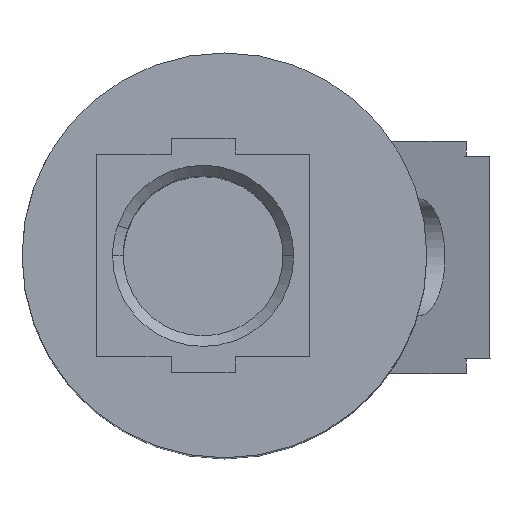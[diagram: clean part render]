
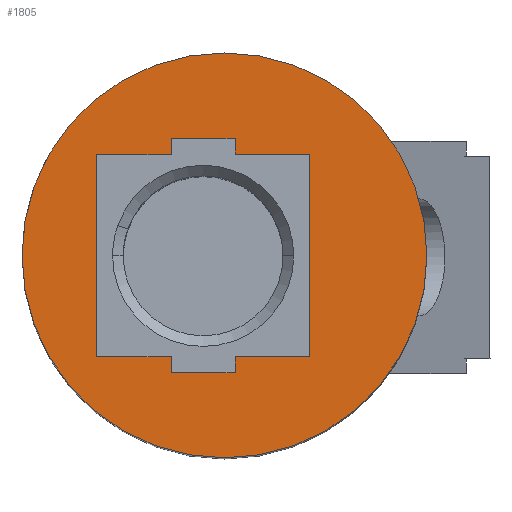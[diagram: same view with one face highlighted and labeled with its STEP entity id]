
A CAD part, top view. The second image highlights one B-rep face of the part: STEP entity #1805.
In plain terms, the highlighted planar face has unit normal (0, 0, 1).
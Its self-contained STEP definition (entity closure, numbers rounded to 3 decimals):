
#1663=AXIS2_PLACEMENT_3D('Circle Axis2P3D',#1661,#1662,$) ;
#1687=AXIS2_PLACEMENT_3D('Circle Axis2P3D',#1685,#1686,$) ;
#1701=AXIS2_PLACEMENT_3D('Plane Axis2P3D',#1698,#1699,#1700) ;
#1658=CARTESIAN_POINT('Vertex',(19.,0.,90.)) ;
#1661=CARTESIAN_POINT('Axis2P3D Location',(0.,0.,90.)) ;
#1665=CARTESIAN_POINT('Vertex',(-19.,0.,90.)) ;
#1685=CARTESIAN_POINT('Axis2P3D Location',(0.,0.,90.)) ;
#1698=CARTESIAN_POINT('Axis2P3D Location',(0.,0.,90.)) ;
#1707=CARTESIAN_POINT('Line Origine',(1.,-10.25,90.)) ;
#1711=CARTESIAN_POINT('Vertex',(1.,-11.,90.)) ;
#1713=CARTESIAN_POINT('Vertex',(1.,-9.5,90.)) ;
#1716=CARTESIAN_POINT('Line Origine',(-2.,-11.,90.)) ;
#1720=CARTESIAN_POINT('Vertex',(-5.,-11.,90.)) ;
#1723=CARTESIAN_POINT('Line Origine',(-5.,-10.25,90.)) ;
#1727=CARTESIAN_POINT('Vertex',(-5.,-9.5,90.)) ;
#1730=CARTESIAN_POINT('Line Origine',(-8.5,-9.5,90.)) ;
#1734=CARTESIAN_POINT('Vertex',(-12.,-9.5,90.)) ;
#1737=CARTESIAN_POINT('Line Origine',(-12.,0.,90.)) ;
#1741=CARTESIAN_POINT('Vertex',(-12.,9.5,90.)) ;
#1744=CARTESIAN_POINT('Line Origine',(-8.5,9.5,90.)) ;
#1748=CARTESIAN_POINT('Vertex',(-5.,9.5,90.)) ;
#1751=CARTESIAN_POINT('Line Origine',(-5.,10.25,90.)) ;
#1755=CARTESIAN_POINT('Vertex',(-5.,11.,90.)) ;
#1758=CARTESIAN_POINT('Line Origine',(-2.,11.,90.)) ;
#1762=CARTESIAN_POINT('Vertex',(1.,11.,90.)) ;
#1765=CARTESIAN_POINT('Line Origine',(1.,10.25,90.)) ;
#1769=CARTESIAN_POINT('Vertex',(1.,9.5,90.)) ;
#1772=CARTESIAN_POINT('Line Origine',(4.5,9.5,90.)) ;
#1776=CARTESIAN_POINT('Vertex',(8.,9.5,90.)) ;
#1779=CARTESIAN_POINT('Line Origine',(8.,0.,90.)) ;
#1783=CARTESIAN_POINT('Vertex',(8.,-9.5,90.)) ;
#1786=CARTESIAN_POINT('Line Origine',(4.5,-9.5,90.)) ;
#1662=DIRECTION('Axis2P3D Direction',(0.,0.,1.)) ;
#1686=DIRECTION('Axis2P3D Direction',(0.,0.,1.)) ;
#1699=DIRECTION('Axis2P3D Direction',(0.,0.,1.)) ;
#1700=DIRECTION('Axis2P3D XDirection',(-1.,0.,0.)) ;
#1708=DIRECTION('Vector Direction',(0.,1.,0.)) ;
#1717=DIRECTION('Vector Direction',(1.,0.,0.)) ;
#1724=DIRECTION('Vector Direction',(0.,1.,0.)) ;
#1731=DIRECTION('Vector Direction',(-1.,0.,0.)) ;
#1738=DIRECTION('Vector Direction',(0.,-1.,0.)) ;
#1745=DIRECTION('Vector Direction',(1.,0.,0.)) ;
#1752=DIRECTION('Vector Direction',(0.,1.,0.)) ;
#1759=DIRECTION('Vector Direction',(1.,0.,0.)) ;
#1766=DIRECTION('Vector Direction',(0.,1.,0.)) ;
#1773=DIRECTION('Vector Direction',(1.,0.,0.)) ;
#1780=DIRECTION('Vector Direction',(0.,1.,0.)) ;
#1787=DIRECTION('Vector Direction',(-1.,0.,0.)) ;
#1709=VECTOR('Line Direction',#1708,1.) ;
#1718=VECTOR('Line Direction',#1717,1.) ;
#1725=VECTOR('Line Direction',#1724,1.) ;
#1732=VECTOR('Line Direction',#1731,1.) ;
#1739=VECTOR('Line Direction',#1738,1.) ;
#1746=VECTOR('Line Direction',#1745,1.) ;
#1753=VECTOR('Line Direction',#1752,1.) ;
#1760=VECTOR('Line Direction',#1759,1.) ;
#1767=VECTOR('Line Direction',#1766,1.) ;
#1774=VECTOR('Line Direction',#1773,1.) ;
#1781=VECTOR('Line Direction',#1780,1.) ;
#1788=VECTOR('Line Direction',#1787,1.) ;
#1704=ORIENTED_EDGE('',*,*,#1667,.T.) ;
#1705=ORIENTED_EDGE('',*,*,#1689,.T.) ;
#1792=ORIENTED_EDGE('',*,*,#1715,.F.) ;
#1793=ORIENTED_EDGE('',*,*,#1722,.T.) ;
#1794=ORIENTED_EDGE('',*,*,#1729,.T.) ;
#1795=ORIENTED_EDGE('',*,*,#1736,.T.) ;
#1796=ORIENTED_EDGE('',*,*,#1743,.F.) ;
#1797=ORIENTED_EDGE('',*,*,#1750,.T.) ;
#1798=ORIENTED_EDGE('',*,*,#1757,.T.) ;
#1799=ORIENTED_EDGE('',*,*,#1764,.F.) ;
#1800=ORIENTED_EDGE('',*,*,#1771,.F.) ;
#1801=ORIENTED_EDGE('',*,*,#1778,.T.) ;
#1802=ORIENTED_EDGE('',*,*,#1785,.F.) ;
#1803=ORIENTED_EDGE('',*,*,#1790,.T.) ;
#1804=FACE_BOUND('',#1791,.T.) ;
#1805=ADVANCED_FACE('01_SCR02_\X2\4E38578B30AD30E330D330B930E930A430C930593063307D3093672C4F53\X0\',(#1706,#1804),#1702,.T.) ;
#1664=CIRCLE('generated circle',#1663,19.) ;
#1688=CIRCLE('generated circle',#1687,19.) ;
#1667=EDGE_CURVE('',#1666,#1659,#1664,.T.) ;
#1689=EDGE_CURVE('',#1659,#1666,#1688,.T.) ;
#1715=EDGE_CURVE('',#1712,#1714,#1710,.T.) ;
#1722=EDGE_CURVE('',#1712,#1721,#1719,.F.) ;
#1729=EDGE_CURVE('',#1721,#1728,#1726,.T.) ;
#1736=EDGE_CURVE('',#1728,#1735,#1733,.T.) ;
#1743=EDGE_CURVE('',#1742,#1735,#1740,.T.) ;
#1750=EDGE_CURVE('',#1742,#1749,#1747,.T.) ;
#1757=EDGE_CURVE('',#1749,#1756,#1754,.T.) ;
#1764=EDGE_CURVE('',#1763,#1756,#1761,.F.) ;
#1771=EDGE_CURVE('',#1770,#1763,#1768,.T.) ;
#1778=EDGE_CURVE('',#1770,#1777,#1775,.T.) ;
#1785=EDGE_CURVE('',#1784,#1777,#1782,.T.) ;
#1790=EDGE_CURVE('',#1784,#1714,#1789,.T.) ;
#1703=EDGE_LOOP('',(#1704,#1705)) ;
#1791=EDGE_LOOP('',(#1792,#1793,#1794,#1795,#1796,#1797,#1798,#1799,#1800,#1801,#1802,#1803)) ;
#1706=FACE_OUTER_BOUND('',#1703,.T.) ;
#1710=LINE('Line',#1707,#1709) ;
#1719=LINE('Line',#1716,#1718) ;
#1726=LINE('Line',#1723,#1725) ;
#1733=LINE('Line',#1730,#1732) ;
#1740=LINE('Line',#1737,#1739) ;
#1747=LINE('Line',#1744,#1746) ;
#1754=LINE('Line',#1751,#1753) ;
#1761=LINE('Line',#1758,#1760) ;
#1768=LINE('Line',#1765,#1767) ;
#1775=LINE('Line',#1772,#1774) ;
#1782=LINE('Line',#1779,#1781) ;
#1789=LINE('Line',#1786,#1788) ;
#1702=PLANE('Plane',#1701) ;
#1659=VERTEX_POINT('',#1658) ;
#1666=VERTEX_POINT('',#1665) ;
#1712=VERTEX_POINT('',#1711) ;
#1714=VERTEX_POINT('',#1713) ;
#1721=VERTEX_POINT('',#1720) ;
#1728=VERTEX_POINT('',#1727) ;
#1735=VERTEX_POINT('',#1734) ;
#1742=VERTEX_POINT('',#1741) ;
#1749=VERTEX_POINT('',#1748) ;
#1756=VERTEX_POINT('',#1755) ;
#1763=VERTEX_POINT('',#1762) ;
#1770=VERTEX_POINT('',#1769) ;
#1777=VERTEX_POINT('',#1776) ;
#1784=VERTEX_POINT('',#1783) ;
